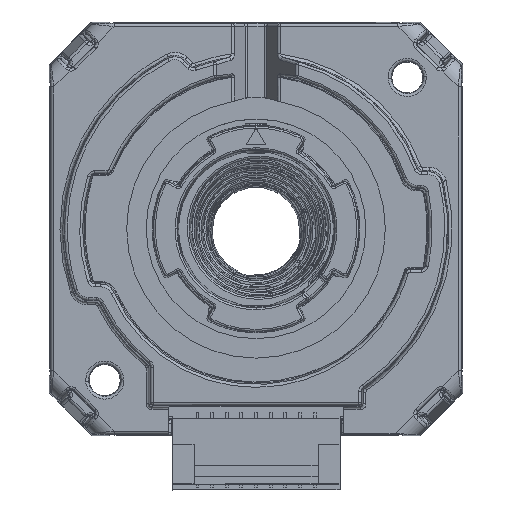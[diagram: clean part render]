
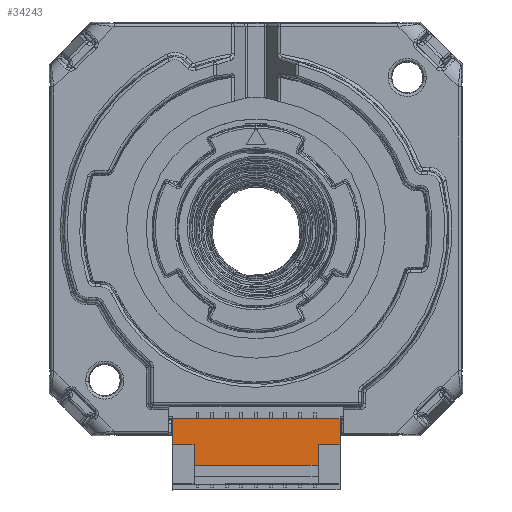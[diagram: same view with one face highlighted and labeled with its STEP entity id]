
A CAD part, top view. The second image highlights one B-rep face of the part: STEP entity #34243.
In plain terms, the highlighted planar face has unit normal (0, 0, 1).
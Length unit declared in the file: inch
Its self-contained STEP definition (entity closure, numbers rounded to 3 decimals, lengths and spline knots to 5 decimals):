
#1910 = ORIENTED_EDGE ( 'NONE', *, *, #107543, .T. ) ;
#4689 = DIRECTION ( 'NONE',  ( 1., 0., 0. ) ) ;
#6836 = VERTEX_POINT ( 'NONE', #77499 ) ;
#7850 = CARTESIAN_POINT ( 'NONE',  ( -0.34491, -0.77465, 0.23091 ) ) ;
#9529 = VERTEX_POINT ( 'NONE', #66873 ) ;
#10333 = LINE ( 'NONE', #91671, #57202 ) ;
#10454 = CARTESIAN_POINT ( 'NONE',  ( -0.25627, -0.96361, 0.23091 ) ) ;
#10587 = EDGE_CURVE ( 'NONE', #66296, #91784, #119107, .T. ) ;
#14168 = LINE ( 'NONE', #81316, #48524 ) ;
#14964 = VECTOR ( 'NONE', #4689, 39.37008 ) ;
#15672 = VERTEX_POINT ( 'NONE', #52103 ) ;
#21113 = CARTESIAN_POINT ( 'NONE',  ( 0.24373, -0.96347, 0.23091 ) ) ;
#21140 = EDGE_LOOP ( 'NONE', ( #21690, #1910, #128529, #108780, #116205, #113290, #124685, #67281 ) ) ;
#21690 = ORIENTED_EDGE ( 'NONE', *, *, #47211, .T. ) ;
#22065 = LINE ( 'NONE', #83384, #97200 ) ;
#25262 = LINE ( 'NONE', #21113, #104976 ) ;
#25394 = DIRECTION ( 'NONE',  ( 0., 0., 1. ) ) ;
#27062 = CARTESIAN_POINT ( 'NONE',  ( 0.33229, -0.88077, 0.23091 ) ) ;
#34243 = ADVANCED_FACE ( 'NONE', ( #59421 ), #74766, .T. ) ;
#35205 = CARTESIAN_POINT ( 'NONE',  ( 0.33226, -0.77447, 0.23091 ) ) ;
#35486 = AXIS2_PLACEMENT_3D ( 'NONE', #85287, #25394, #95332 ) ;
#40578 = DIRECTION ( 'NONE',  ( 1., 0., 0. ) ) ;
#42950 = DIRECTION ( 'NONE',  ( 0., 1., 0. ) ) ;
#47211 = EDGE_CURVE ( 'NONE', #6836, #67021, #121219, .T. ) ;
#48332 = DIRECTION ( 'NONE',  ( 1., 0., 0. ) ) ;
#48524 = VECTOR ( 'NONE', #71730, 39.37008 ) ;
#50220 = EDGE_CURVE ( 'NONE', #103762, #15672, #79407, .T. ) ;
#52103 = CARTESIAN_POINT ( 'NONE',  ( -0.2563, -0.88093, 0.23091 ) ) ;
#57202 = VECTOR ( 'NONE', #102118, 39.37008 ) ;
#59421 = FACE_OUTER_BOUND ( 'NONE', #21140, .T. ) ;
#60146 = CARTESIAN_POINT ( 'NONE',  ( 0.24373, -0.96347, 0.23091 ) ) ;
#65667 = VECTOR ( 'NONE', #40578, 39.37008 ) ;
#66296 = VERTEX_POINT ( 'NONE', #7850 ) ;
#66873 = CARTESIAN_POINT ( 'NONE',  ( -0.25627, -0.96361, 0.23091 ) ) ;
#67021 = VERTEX_POINT ( 'NONE', #27062 ) ;
#67281 = ORIENTED_EDGE ( 'NONE', *, *, #81250, .T. ) ;
#67973 = EDGE_CURVE ( 'NONE', #66296, #103762, #14168, .T. ) ;
#71730 = DIRECTION ( 'NONE',  ( 0., -1., 0. ) ) ;
#74613 = DIRECTION ( 'NONE',  ( 0., -1., 0. ) ) ;
#74766 = PLANE ( 'NONE',  #35486 ) ;
#77499 = CARTESIAN_POINT ( 'NONE',  ( 0.2437, -0.88079, 0.23091 ) ) ;
#79407 = LINE ( 'NONE', #97690, #99709 ) ;
#81250 = EDGE_CURVE ( 'NONE', #115889, #6836, #25262, .T. ) ;
#81316 = CARTESIAN_POINT ( 'NONE',  ( -0.34491, -0.77465, 0.23091 ) ) ;
#83384 = CARTESIAN_POINT ( 'NONE',  ( -0.2563, -0.88093, 0.23091 ) ) ;
#83389 = EDGE_CURVE ( 'NONE', #9529, #115889, #124952, .T. ) ;
#85287 = CARTESIAN_POINT ( 'NONE',  ( -0.34491, -0.77465, 0.23091 ) ) ;
#91671 = CARTESIAN_POINT ( 'NONE',  ( 0.33226, -0.77447, 0.23091 ) ) ;
#91784 = VERTEX_POINT ( 'NONE', #35205 ) ;
#92420 = CARTESIAN_POINT ( 'NONE',  ( -0.34491, -0.77465, 0.23091 ) ) ;
#95332 = DIRECTION ( 'NONE',  ( 1., 0., 0. ) ) ;
#97200 = VECTOR ( 'NONE', #74613, 39.37008 ) ;
#97690 = CARTESIAN_POINT ( 'NONE',  ( -0.34488, -0.88095, 0.23091 ) ) ;
#99709 = VECTOR ( 'NONE', #48332, 39.37008 ) ;
#102118 = DIRECTION ( 'NONE',  ( 0., 1., 0. ) ) ;
#103762 = VERTEX_POINT ( 'NONE', #106019 ) ;
#104976 = VECTOR ( 'NONE', #42950, 39.37008 ) ;
#106019 = CARTESIAN_POINT ( 'NONE',  ( -0.34488, -0.88095, 0.23091 ) ) ;
#106631 = VECTOR ( 'NONE', #112399, 39.37008 ) ;
#107543 = EDGE_CURVE ( 'NONE', #67021, #91784, #10333, .T. ) ;
#108780 = ORIENTED_EDGE ( 'NONE', *, *, #67973, .T. ) ;
#111092 = EDGE_CURVE ( 'NONE', #15672, #9529, #22065, .T. ) ;
#112399 = DIRECTION ( 'NONE',  ( 1., 0., 0. ) ) ;
#113290 = ORIENTED_EDGE ( 'NONE', *, *, #111092, .T. ) ;
#114638 = CARTESIAN_POINT ( 'NONE',  ( 0.2437, -0.88079, 0.23091 ) ) ;
#115889 = VERTEX_POINT ( 'NONE', #60146 ) ;
#116205 = ORIENTED_EDGE ( 'NONE', *, *, #50220, .T. ) ;
#119107 = LINE ( 'NONE', #92420, #106631 ) ;
#121219 = LINE ( 'NONE', #114638, #14964 ) ;
#124685 = ORIENTED_EDGE ( 'NONE', *, *, #83389, .T. ) ;
#124952 = LINE ( 'NONE', #10454, #65667 ) ;
#128529 = ORIENTED_EDGE ( 'NONE', *, *, #10587, .F. ) ;
